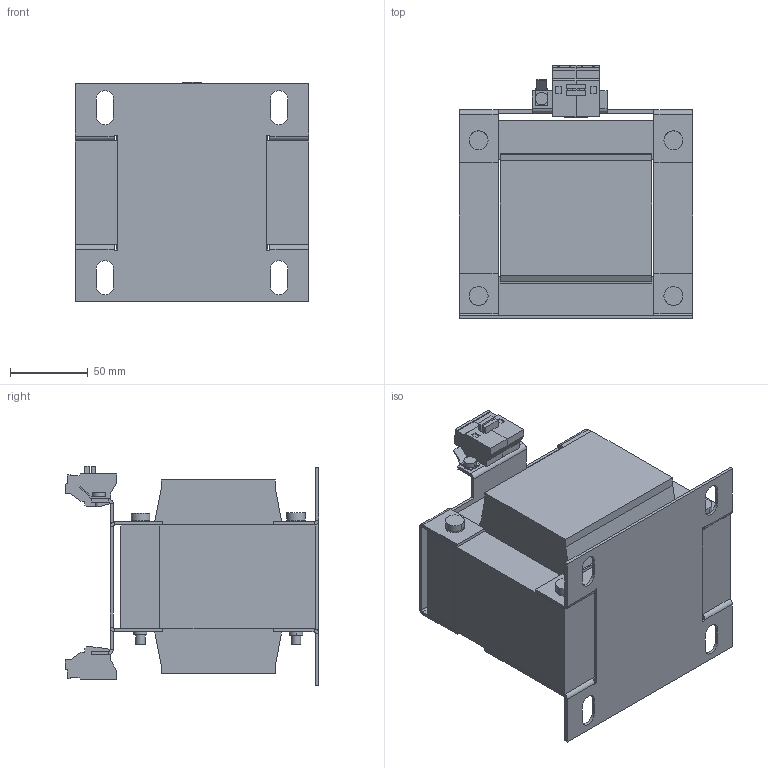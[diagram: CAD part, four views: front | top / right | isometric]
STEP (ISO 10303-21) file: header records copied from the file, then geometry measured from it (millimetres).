
FILE_DESCRIPTION (( 'STEP AP214' ), '1' );
FILE_NAME ('211763.STEP', '2020-07-21T07:30:24', ( '' ), ( '' ), 'SwSTEP 2.0', 'SolidWorks 2018', '' );
FILE_SCHEMA (( 'AUTOMOTIVE_DESIGN' ));
Length unit declared in the file: millimetre
Products named in the file (1): 211763
Bounding box: 150 x 162.7 x 141 mm (x, y, z)
Volume: 1758089 mm3; surface area: 196659.7 mm2
Topology: 1 solids, 1 shells, 406 faces, 1009 edges, 629 vertices
Faces by surface type: plane 306, cylinder 100
Entity records: 11917 total; most frequent: CARTESIAN_POINT 2045, DIRECTION 2029, ORIENTED_EDGE 2018, EDGE_CURVE 1009, VECTOR 803, LINE 803, VERTEX_POINT 629, AXIS2_PLACEMENT_3D 613
